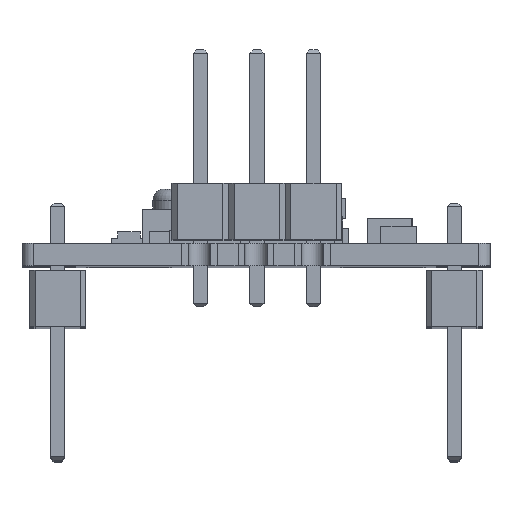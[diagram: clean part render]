
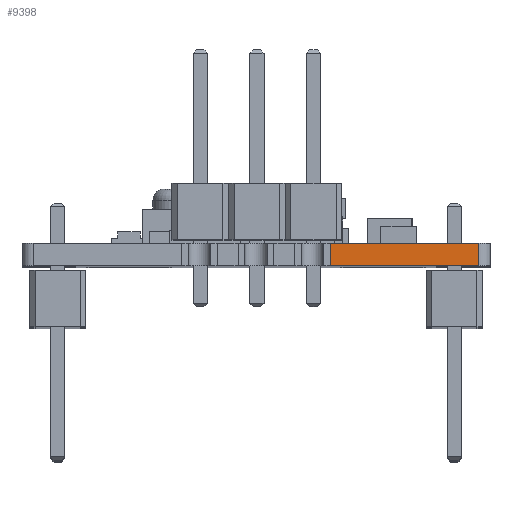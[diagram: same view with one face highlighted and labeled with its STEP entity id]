
A CAD part, top view. The second image highlights one B-rep face of the part: STEP entity #9398.
In plain terms, the highlighted planar face has unit normal (0, 0, 1).
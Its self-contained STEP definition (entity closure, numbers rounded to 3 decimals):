
#9398 = ADVANCED_FACE('',(#9399),#9433,.F.);
#9399 = FACE_BOUND('',#9400,.T.);
#9400 = EDGE_LOOP('',(#9401,#9411,#9419,#9427));
#9401 = ORIENTED_EDGE('',*,*,#9402,.F.);
#9402 = EDGE_CURVE('',#9403,#9405,#9407,.T.);
#9403 = VERTEX_POINT('',#9404);
#9404 = CARTESIAN_POINT('',(13.84,0.5,0.));
#9405 = VERTEX_POINT('',#9406);
#9406 = CARTESIAN_POINT('',(20.5,0.5,0.));
#9407 = LINE('',#9408,#9409);
#9408 = CARTESIAN_POINT('',(0.5,0.5,0.));
#9409 = VECTOR('',#9410,1.);
#9410 = DIRECTION('',(1.,0.,0.));
#9411 = ORIENTED_EDGE('',*,*,#9412,.T.);
#9412 = EDGE_CURVE('',#9403,#9413,#9415,.T.);
#9413 = VERTEX_POINT('',#9414);
#9414 = CARTESIAN_POINT('',(13.84,-0.5,0.));
#9415 = LINE('',#9416,#9417);
#9416 = CARTESIAN_POINT('',(13.84,0.5,0.));
#9417 = VECTOR('',#9418,1.);
#9418 = DIRECTION('',(0.,-1.,0.));
#9419 = ORIENTED_EDGE('',*,*,#9420,.T.);
#9420 = EDGE_CURVE('',#9413,#9421,#9423,.T.);
#9421 = VERTEX_POINT('',#9422);
#9422 = CARTESIAN_POINT('',(20.5,-0.5,0.));
#9423 = LINE('',#9424,#9425);
#9424 = CARTESIAN_POINT('',(0.5,-0.5,0.));
#9425 = VECTOR('',#9426,1.);
#9426 = DIRECTION('',(1.,0.,0.));
#9427 = ORIENTED_EDGE('',*,*,#9428,.F.);
#9428 = EDGE_CURVE('',#9405,#9421,#9429,.T.);
#9429 = LINE('',#9430,#9431);
#9430 = CARTESIAN_POINT('',(20.5,0.5,0.));
#9431 = VECTOR('',#9432,1.);
#9432 = DIRECTION('',(0.,-1.,0.));
#9433 = PLANE('',#9434);
#9434 = AXIS2_PLACEMENT_3D('',#9435,#9436,#9437);
#9435 = CARTESIAN_POINT('',(0.5,0.5,0.));
#9436 = DIRECTION('',(0.,0.,-1.));
#9437 = DIRECTION('',(0.,-1.,0.));
